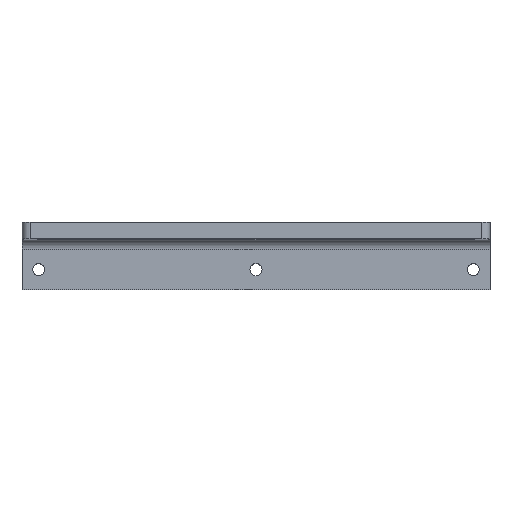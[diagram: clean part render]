
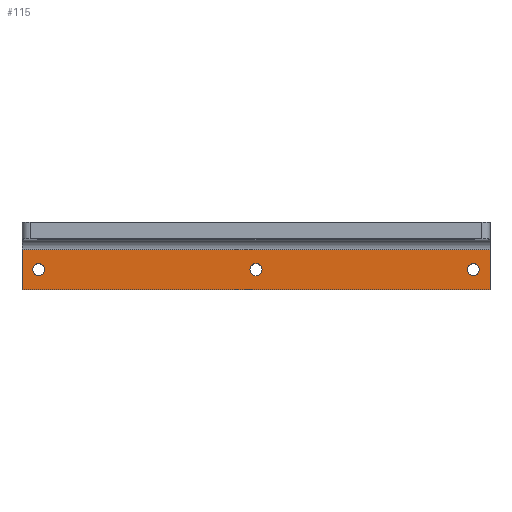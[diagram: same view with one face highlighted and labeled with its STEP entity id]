
A CAD part, top view. The second image highlights one B-rep face of the part: STEP entity #115.
In plain terms, the highlighted planar face has unit normal (0, 0, 1).
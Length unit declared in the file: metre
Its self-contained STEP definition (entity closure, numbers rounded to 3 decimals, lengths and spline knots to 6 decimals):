
#115 = ADVANCED_FACE( '', ( #289, #290, #291, #292 ), #293, .T. );
#289 = FACE_BOUND( '', #601, .T. );
#290 = FACE_BOUND( '', #602, .T. );
#291 = FACE_BOUND( '', #603, .T. );
#292 = FACE_OUTER_BOUND( '', #604, .T. );
#293 = PLANE( '', #605 );
#601 = EDGE_LOOP( '', ( #942 ) );
#602 = EDGE_LOOP( '', ( #943 ) );
#603 = EDGE_LOOP( '', ( #944 ) );
#604 = EDGE_LOOP( '', ( #945, #946, #947, #948 ) );
#605 = AXIS2_PLACEMENT_3D( '', #949, #950, #951 );
#942 = ORIENTED_EDGE( '', *, *, #1554, .F. );
#943 = ORIENTED_EDGE( '', *, *, #1551, .F. );
#944 = ORIENTED_EDGE( '', *, *, #1555, .F. );
#945 = ORIENTED_EDGE( '', *, *, #1556, .T. );
#946 = ORIENTED_EDGE( '', *, *, #1534, .T. );
#947 = ORIENTED_EDGE( '', *, *, #1557, .F. );
#948 = ORIENTED_EDGE( '', *, *, #1538, .T. );
#949 = CARTESIAN_POINT( '', ( 0., -0.01905, -0.05842 ) );
#950 = DIRECTION( '', ( 0., 0., 1. ) );
#951 = DIRECTION( '', ( 1., 0., 0. ) );
#1534 = EDGE_CURVE( '', #1800, #1797, #1801, .F. );
#1538 = EDGE_CURVE( '', #1806, #1807, #1808, .T. );
#1551 = EDGE_CURVE( '', #1829, #1829, #1830, .T. );
#1554 = EDGE_CURVE( '', #1834, #1834, #1835, .T. );
#1555 = EDGE_CURVE( '', #1836, #1836, #1837, .T. );
#1556 = EDGE_CURVE( '', #1807, #1800, #1838, .T. );
#1557 = EDGE_CURVE( '', #1806, #1797, #1839, .T. );
#1797 = VERTEX_POINT( '', #2191 );
#1800 = VERTEX_POINT( '', #2194 );
#1801 = LINE( '', #2195, #2196 );
#1806 = VERTEX_POINT( '', #2202 );
#1807 = VERTEX_POINT( '', #2203 );
#1808 = LINE( '', #2204, #2205 );
#1829 = VERTEX_POINT( '', #2231 );
#1830 = CIRCLE( '', #2232, 0.002286 );
#1834 = VERTEX_POINT( '', #2236 );
#1835 = CIRCLE( '', #2237, 0.002286 );
#1836 = VERTEX_POINT( '', #2238 );
#1837 = CIRCLE( '', #2239, 0.002286 );
#1838 = LINE( '', #2240, #2241 );
#1839 = LINE( '', #2242, #2243 );
#2191 = CARTESIAN_POINT( '', ( -0.0889, -0.00381, -0.05842 ) );
#2194 = CARTESIAN_POINT( '', ( 0.0889, -0.00381, -0.05842 ) );
#2195 = CARTESIAN_POINT( '', ( -0.0889, -0.00381, -0.05842 ) );
#2196 = VECTOR( '', #2657, 1. );
#2202 = CARTESIAN_POINT( '', ( -0.0889, -0.01905, -0.05842 ) );
#2203 = CARTESIAN_POINT( '', ( 0.0889, -0.01905, -0.05842 ) );
#2204 = CARTESIAN_POINT( '', ( 0., -0.01905, -0.05842 ) );
#2205 = VECTOR( '', #2662, 1. );
#2231 = CARTESIAN_POINT( '', ( -0.080264, -0.01143, -0.05842 ) );
#2232 = AXIS2_PLACEMENT_3D( '', #2680, #2681, #2682 );
#2236 = CARTESIAN_POINT( '', ( 0.084836, -0.01143, -0.05842 ) );
#2237 = AXIS2_PLACEMENT_3D( '', #2686, #2687, #2688 );
#2238 = CARTESIAN_POINT( '', ( 0.002286, -0.01143, -0.05842 ) );
#2239 = AXIS2_PLACEMENT_3D( '', #2689, #2690, #2691 );
#2240 = CARTESIAN_POINT( '', ( 0.0889, -0.01905, -0.05842 ) );
#2241 = VECTOR( '', #2692, 1. );
#2242 = CARTESIAN_POINT( '', ( -0.0889, -0.01905, -0.05842 ) );
#2243 = VECTOR( '', #2693, 1. );
#2657 = DIRECTION( '', ( 1., 0., 0. ) );
#2662 = DIRECTION( '', ( 1., 0., 0. ) );
#2680 = CARTESIAN_POINT( '', ( -0.08255, -0.01143, -0.05842 ) );
#2681 = DIRECTION( '', ( 0., 0., 1. ) );
#2682 = DIRECTION( '', ( 1., 0., 0. ) );
#2686 = CARTESIAN_POINT( '', ( 0.08255, -0.01143, -0.05842 ) );
#2687 = DIRECTION( '', ( 0., 0., 1. ) );
#2688 = DIRECTION( '', ( 1., 0., 0. ) );
#2689 = CARTESIAN_POINT( '', ( 0., -0.01143, -0.05842 ) );
#2690 = DIRECTION( '', ( 0., 0., 1. ) );
#2691 = DIRECTION( '', ( 1., 0., 0. ) );
#2692 = DIRECTION( '', ( 0., 1., 0. ) );
#2693 = DIRECTION( '', ( 0., 1., 0. ) );
